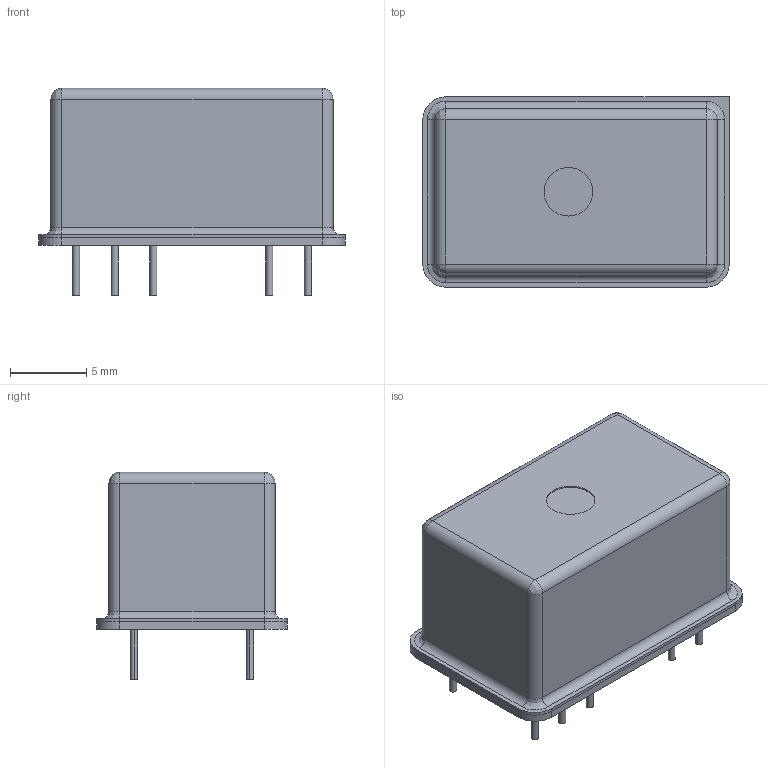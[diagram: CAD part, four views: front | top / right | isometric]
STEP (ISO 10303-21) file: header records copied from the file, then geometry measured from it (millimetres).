
FILE_DESCRIPTION (( 'STEP AP214' ), '1' );
FILE_NAME ('User Library-C12880MA.STEP', '2022-04-23T15:30:19', ( '' ), ( '' ), 'SwSTEP 2.0', 'SolidWorks 2021', '' );
FILE_SCHEMA (( 'AUTOMOTIVE_DESIGN' ));
Length unit declared in the file: millimetre
Products named in the file (7): Zakladna_2; Part10; Zakladna; User Library-C12880MA; Priechodka; Pin; Assembly1
Assembly tree (15 placements, depth 3):
  User Library-C12880MA
    Zakladna
    Assembly1  x10
      Priechodka
      Pin
    Zakladna_2
    Part10
Bounding box: 20.12 x 12.5 x 13.62 mm (x, y, z)
Volume: 2117.1 mm3; surface area: 1694.9 mm2
Topology: 23 solids, 23 shells, 160 faces, 290 edges, 184 vertices
Faces by surface type: cylinder 82, plane 70, bspline 8
Entity records: 2802 total; most frequent: CARTESIAN_POINT 585, DIRECTION 464, ORIENTED_EDGE 356, AXIS2_PLACEMENT_3D 191, EDGE_CURVE 178, VERTEX_POINT 112, EDGE_LOOP 100, CIRCLE 92
